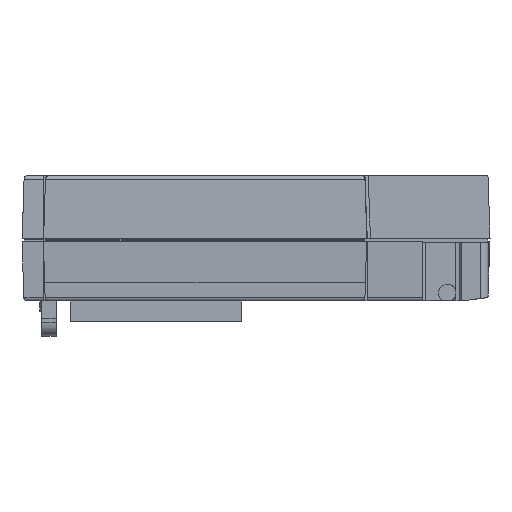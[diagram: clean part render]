
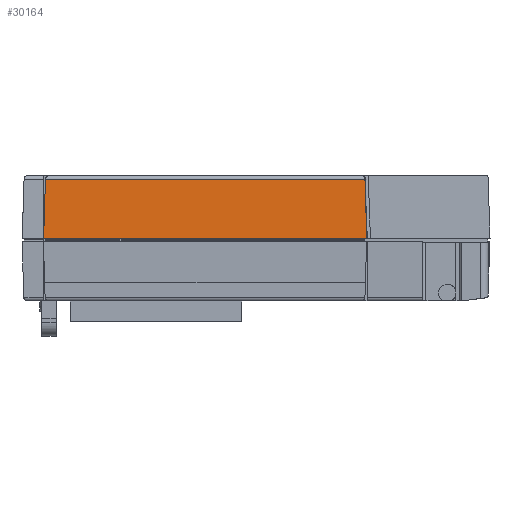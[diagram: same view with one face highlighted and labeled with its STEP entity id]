
A CAD part, left-side view. The second image highlights one B-rep face of the part: STEP entity #30164.
In plain terms, the highlighted face is planar.
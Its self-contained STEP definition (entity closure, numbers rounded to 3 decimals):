
#5791=DIRECTION('',(0.,0.,-1.));
#5792=VECTOR('',#5791,90.5);
#5793=CARTESIAN_POINT('',(-94.,17.5,30.));
#5794=LINE('',#5793,#5792);
#5865=CARTESIAN_POINT('',(-93.48,34.031,29.48));
#5874=DIRECTION('',(0.,0.,1.));
#5875=VECTOR('',#5874,89.461);
#5876=CARTESIAN_POINT('',(-93.48,34.031,
-59.98));
#5877=LINE('',#5876,#5875);
#5890=DIRECTION('',(-0.031,-0.999,0.031));
#5891=VECTOR('',#5890,16.548);
#5892=CARTESIAN_POINT('',(-93.48,34.031,29.48));
#5893=LINE('',#5892,#5891);
#5894=DIRECTION('',(-0.031,-0.999,-0.031));
#5895=VECTOR('',#5894,16.548);
#5896=CARTESIAN_POINT('',(-93.48,34.031,
-59.98));
#5897=LINE('',#5896,#5895);
#18733=CARTESIAN_POINT('',(-93.48,34.031,
-59.98));
#18734=VERTEX_POINT('',#18733);
#18735=VERTEX_POINT('',#5865);
#19743=CARTESIAN_POINT('',(-94.,17.5,-60.5));
#19744=VERTEX_POINT('',#19743);
#19749=CARTESIAN_POINT('',(-94.,17.5,30.));
#19750=VERTEX_POINT('',#19749);
#30152=CARTESIAN_POINT('',(-94.,17.5,-66.552));
#30153=DIRECTION('',(1.,-0.031,0.));
#30154=DIRECTION('',(0.,0.,-1.));
#30155=AXIS2_PLACEMENT_3D('',#30152,#30153,#30154);
#30156=PLANE('',#30155);
#30157=ORIENTED_EDGE('',*,*,#30119,.T.);
#30158=ORIENTED_EDGE('',*,*,#30145,.T.);
#30159=ORIENTED_EDGE('',*,*,#30029,.T.);
#30161=ORIENTED_EDGE('',*,*,#30160,.F.);
#30162=EDGE_LOOP('',(#30157,#30158,#30159,#30161));
#30163=FACE_OUTER_BOUND('',#30162,.F.);
#30164=ADVANCED_FACE('',(#30163),#30156,.F.);
#30029=EDGE_CURVE('',#19750,#19744,#5794,.T.);
#30119=EDGE_CURVE('',#18734,#18735,#5877,.T.);
#30145=EDGE_CURVE('',#18735,#19750,#5893,.T.);
#30160=EDGE_CURVE('',#18734,#19744,#5897,.T.);
